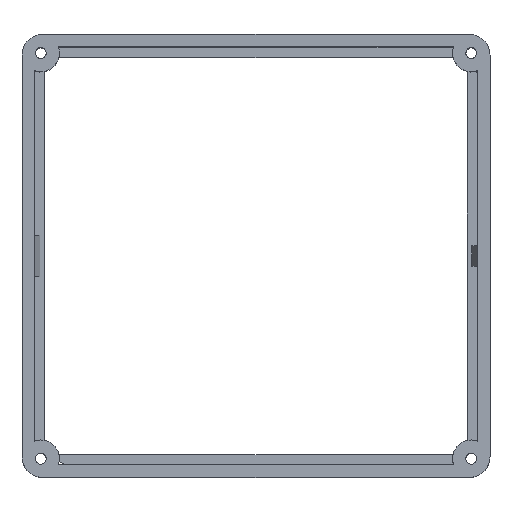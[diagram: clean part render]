
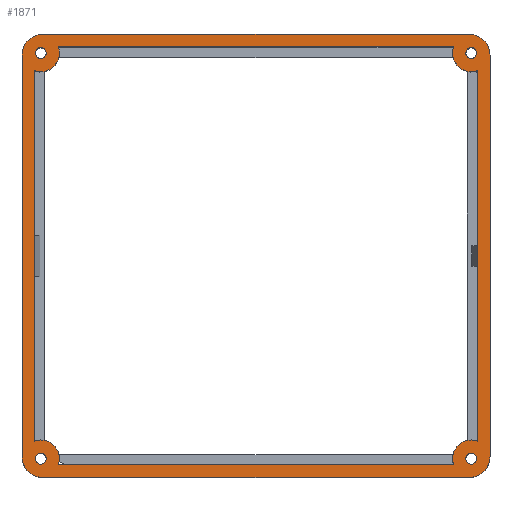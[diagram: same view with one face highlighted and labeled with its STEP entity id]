
A CAD part, top view. The second image highlights one B-rep face of the part: STEP entity #1871.
In plain terms, the highlighted planar face has unit normal (0, 0, 1).
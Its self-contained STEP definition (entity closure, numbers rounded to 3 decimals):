
#24 = VERTEX_POINT('',#25);
#25 = CARTESIAN_POINT('',(-51.25,53.25,34.));
#31 = EDGE_CURVE('',#24,#32,#34,.T.);
#32 = VERTEX_POINT('',#33);
#33 = CARTESIAN_POINT('',(-56.25,48.25,34.));
#34 = CIRCLE('',#35,5.);
#35 = AXIS2_PLACEMENT_3D('',#36,#37,#38);
#36 = CARTESIAN_POINT('',(-51.25,48.25,34.));
#37 = DIRECTION('',(0.,0.,1.));
#38 = DIRECTION('',(1.,0.,0.));
#64 = EDGE_CURVE('',#24,#65,#67,.T.);
#65 = VERTEX_POINT('',#66);
#66 = CARTESIAN_POINT('',(51.25,53.25,34.));
#67 = LINE('',#68,#69);
#68 = CARTESIAN_POINT('',(-51.25,53.25,34.));
#69 = VECTOR('',#70,1.);
#70 = DIRECTION('',(1.,0.,0.));
#97 = VERTEX_POINT('',#98);
#98 = CARTESIAN_POINT('',(-56.25,-48.25,34.));
#104 = EDGE_CURVE('',#97,#32,#105,.T.);
#105 = LINE('',#106,#107);
#106 = CARTESIAN_POINT('',(-56.25,-48.25,34.));
#107 = VECTOR('',#108,1.);
#108 = DIRECTION('',(0.,1.,0.));
#1871 = ADVANCED_FACE('',(#1872,#1918,#1988,#1999,#2010,#2021),#2032,.T.
  );
#1872 = FACE_BOUND('',#1873,.T.);
#1873 = EDGE_LOOP('',(#1874,#1875,#1876,#1885,#1893,#1902,#1910,#1917));
#1874 = ORIENTED_EDGE('',*,*,#31,.T.);
#1875 = ORIENTED_EDGE('',*,*,#104,.F.);
#1876 = ORIENTED_EDGE('',*,*,#1877,.T.);
#1877 = EDGE_CURVE('',#97,#1878,#1880,.T.);
#1878 = VERTEX_POINT('',#1879);
#1879 = CARTESIAN_POINT('',(-51.25,-53.25,34.));
#1880 = CIRCLE('',#1881,5.);
#1881 = AXIS2_PLACEMENT_3D('',#1882,#1883,#1884);
#1882 = CARTESIAN_POINT('',(-51.25,-48.25,34.));
#1883 = DIRECTION('',(0.,0.,1.));
#1884 = DIRECTION('',(1.,0.,0.));
#1885 = ORIENTED_EDGE('',*,*,#1886,.F.);
#1886 = EDGE_CURVE('',#1887,#1878,#1889,.T.);
#1887 = VERTEX_POINT('',#1888);
#1888 = CARTESIAN_POINT('',(51.25,-53.25,34.));
#1889 = LINE('',#1890,#1891);
#1890 = CARTESIAN_POINT('',(51.25,-53.25,34.));
#1891 = VECTOR('',#1892,1.);
#1892 = DIRECTION('',(-1.,0.,0.));
#1893 = ORIENTED_EDGE('',*,*,#1894,.T.);
#1894 = EDGE_CURVE('',#1887,#1895,#1897,.T.);
#1895 = VERTEX_POINT('',#1896);
#1896 = CARTESIAN_POINT('',(56.25,-48.25,34.));
#1897 = CIRCLE('',#1898,5.);
#1898 = AXIS2_PLACEMENT_3D('',#1899,#1900,#1901);
#1899 = CARTESIAN_POINT('',(51.25,-48.25,34.));
#1900 = DIRECTION('',(0.,0.,1.));
#1901 = DIRECTION('',(1.,0.,0.));
#1902 = ORIENTED_EDGE('',*,*,#1903,.F.);
#1903 = EDGE_CURVE('',#1904,#1895,#1906,.T.);
#1904 = VERTEX_POINT('',#1905);
#1905 = CARTESIAN_POINT('',(56.25,48.25,34.));
#1906 = LINE('',#1907,#1908);
#1907 = CARTESIAN_POINT('',(56.25,48.25,34.));
#1908 = VECTOR('',#1909,1.);
#1909 = DIRECTION('',(0.,-1.,0.));
#1910 = ORIENTED_EDGE('',*,*,#1911,.T.);
#1911 = EDGE_CURVE('',#1904,#65,#1912,.T.);
#1912 = CIRCLE('',#1913,5.);
#1913 = AXIS2_PLACEMENT_3D('',#1914,#1915,#1916);
#1914 = CARTESIAN_POINT('',(51.25,48.25,34.));
#1915 = DIRECTION('',(0.,0.,1.));
#1916 = DIRECTION('',(1.,0.,0.));
#1917 = ORIENTED_EDGE('',*,*,#64,.F.);
#1918 = FACE_BOUND('',#1919,.T.);
#1919 = EDGE_LOOP('',(#1920,#1930,#1939,#1947,#1956,#1964,#1973,#1981));
#1920 = ORIENTED_EDGE('',*,*,#1921,.T.);
#1921 = EDGE_CURVE('',#1922,#1924,#1926,.T.);
#1922 = VERTEX_POINT('',#1923);
#1923 = CARTESIAN_POINT('',(-47.507,50.25,34.));
#1924 = VERTEX_POINT('',#1925);
#1925 = CARTESIAN_POINT('',(47.507,50.25,34.));
#1926 = LINE('',#1927,#1928);
#1927 = CARTESIAN_POINT('',(-47.507,50.25,34.));
#1928 = VECTOR('',#1929,1.);
#1929 = DIRECTION('',(1.,0.,0.));
#1930 = ORIENTED_EDGE('',*,*,#1931,.T.);
#1931 = EDGE_CURVE('',#1924,#1932,#1934,.T.);
#1932 = VERTEX_POINT('',#1933);
#1933 = CARTESIAN_POINT('',(53.25,44.507,34.));
#1934 = CIRCLE('',#1935,4.5);
#1935 = AXIS2_PLACEMENT_3D('',#1936,#1937,#1938);
#1936 = CARTESIAN_POINT('',(51.75,48.75,34.));
#1937 = DIRECTION('',(0.,0.,1.));
#1938 = DIRECTION('',(1.,0.,0.));
#1939 = ORIENTED_EDGE('',*,*,#1940,.T.);
#1940 = EDGE_CURVE('',#1932,#1941,#1943,.T.);
#1941 = VERTEX_POINT('',#1942);
#1942 = CARTESIAN_POINT('',(53.25,-44.507,34.));
#1943 = LINE('',#1944,#1945);
#1944 = CARTESIAN_POINT('',(53.25,44.507,34.));
#1945 = VECTOR('',#1946,1.);
#1946 = DIRECTION('',(0.,-1.,0.));
#1947 = ORIENTED_EDGE('',*,*,#1948,.T.);
#1948 = EDGE_CURVE('',#1941,#1949,#1951,.T.);
#1949 = VERTEX_POINT('',#1950);
#1950 = CARTESIAN_POINT('',(47.507,-50.25,34.));
#1951 = CIRCLE('',#1952,4.5);
#1952 = AXIS2_PLACEMENT_3D('',#1953,#1954,#1955);
#1953 = CARTESIAN_POINT('',(51.75,-48.75,34.));
#1954 = DIRECTION('',(0.,0.,1.));
#1955 = DIRECTION('',(1.,0.,0.));
#1956 = ORIENTED_EDGE('',*,*,#1957,.T.);
#1957 = EDGE_CURVE('',#1949,#1958,#1960,.T.);
#1958 = VERTEX_POINT('',#1959);
#1959 = CARTESIAN_POINT('',(-47.507,-50.25,34.));
#1960 = LINE('',#1961,#1962);
#1961 = CARTESIAN_POINT('',(47.507,-50.25,34.));
#1962 = VECTOR('',#1963,1.);
#1963 = DIRECTION('',(-1.,0.,0.));
#1964 = ORIENTED_EDGE('',*,*,#1965,.T.);
#1965 = EDGE_CURVE('',#1958,#1966,#1968,.T.);
#1966 = VERTEX_POINT('',#1967);
#1967 = CARTESIAN_POINT('',(-53.25,-44.507,34.));
#1968 = CIRCLE('',#1969,4.5);
#1969 = AXIS2_PLACEMENT_3D('',#1970,#1971,#1972);
#1970 = CARTESIAN_POINT('',(-51.75,-48.75,34.));
#1971 = DIRECTION('',(0.,0.,1.));
#1972 = DIRECTION('',(1.,0.,0.));
#1973 = ORIENTED_EDGE('',*,*,#1974,.T.);
#1974 = EDGE_CURVE('',#1966,#1975,#1977,.T.);
#1975 = VERTEX_POINT('',#1976);
#1976 = CARTESIAN_POINT('',(-53.25,44.507,34.));
#1977 = LINE('',#1978,#1979);
#1978 = CARTESIAN_POINT('',(-53.25,-44.507,34.));
#1979 = VECTOR('',#1980,1.);
#1980 = DIRECTION('',(0.,1.,0.));
#1981 = ORIENTED_EDGE('',*,*,#1982,.T.);
#1982 = EDGE_CURVE('',#1975,#1922,#1983,.T.);
#1983 = CIRCLE('',#1984,4.5);
#1984 = AXIS2_PLACEMENT_3D('',#1985,#1986,#1987);
#1985 = CARTESIAN_POINT('',(-51.75,48.75,34.));
#1986 = DIRECTION('',(0.,0.,1.));
#1987 = DIRECTION('',(1.,0.,0.));
#1988 = FACE_BOUND('',#1989,.F.);
#1989 = EDGE_LOOP('',(#1990));
#1990 = ORIENTED_EDGE('',*,*,#1991,.T.);
#1991 = EDGE_CURVE('',#1992,#1992,#1994,.T.);
#1992 = VERTEX_POINT('',#1993);
#1993 = CARTESIAN_POINT('',(53.05,-48.75,34.));
#1994 = CIRCLE('',#1995,1.3);
#1995 = AXIS2_PLACEMENT_3D('',#1996,#1997,#1998);
#1996 = CARTESIAN_POINT('',(51.75,-48.75,34.));
#1997 = DIRECTION('',(0.,0.,1.));
#1998 = DIRECTION('',(1.,0.,0.));
#1999 = FACE_BOUND('',#2000,.F.);
#2000 = EDGE_LOOP('',(#2001));
#2001 = ORIENTED_EDGE('',*,*,#2002,.T.);
#2002 = EDGE_CURVE('',#2003,#2003,#2005,.T.);
#2003 = VERTEX_POINT('',#2004);
#2004 = CARTESIAN_POINT('',(-50.45,-48.75,34.));
#2005 = CIRCLE('',#2006,1.3);
#2006 = AXIS2_PLACEMENT_3D('',#2007,#2008,#2009);
#2007 = CARTESIAN_POINT('',(-51.75,-48.75,34.));
#2008 = DIRECTION('',(0.,0.,1.));
#2009 = DIRECTION('',(1.,0.,0.));
#2010 = FACE_BOUND('',#2011,.F.);
#2011 = EDGE_LOOP('',(#2012));
#2012 = ORIENTED_EDGE('',*,*,#2013,.T.);
#2013 = EDGE_CURVE('',#2014,#2014,#2016,.T.);
#2014 = VERTEX_POINT('',#2015);
#2015 = CARTESIAN_POINT('',(-50.45,48.75,34.));
#2016 = CIRCLE('',#2017,1.3);
#2017 = AXIS2_PLACEMENT_3D('',#2018,#2019,#2020);
#2018 = CARTESIAN_POINT('',(-51.75,48.75,34.));
#2019 = DIRECTION('',(0.,0.,1.));
#2020 = DIRECTION('',(1.,0.,0.));
#2021 = FACE_BOUND('',#2022,.F.);
#2022 = EDGE_LOOP('',(#2023));
#2023 = ORIENTED_EDGE('',*,*,#2024,.T.);
#2024 = EDGE_CURVE('',#2025,#2025,#2027,.T.);
#2025 = VERTEX_POINT('',#2026);
#2026 = CARTESIAN_POINT('',(53.05,48.75,34.));
#2027 = CIRCLE('',#2028,1.3);
#2028 = AXIS2_PLACEMENT_3D('',#2029,#2030,#2031);
#2029 = CARTESIAN_POINT('',(51.75,48.75,34.));
#2030 = DIRECTION('',(0.,0.,1.));
#2031 = DIRECTION('',(1.,0.,0.));
#2032 = PLANE('',#2033);
#2033 = AXIS2_PLACEMENT_3D('',#2034,#2035,#2036);
#2034 = CARTESIAN_POINT('',(0.,0.,34.)
  );
#2035 = DIRECTION('',(0.,0.,1.));
#2036 = DIRECTION('',(1.,0.,0.));
